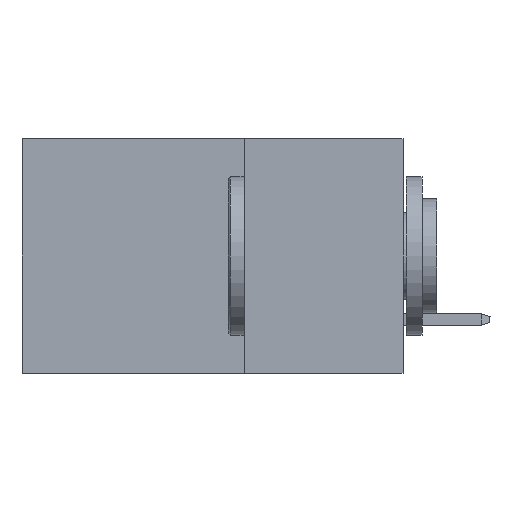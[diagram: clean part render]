
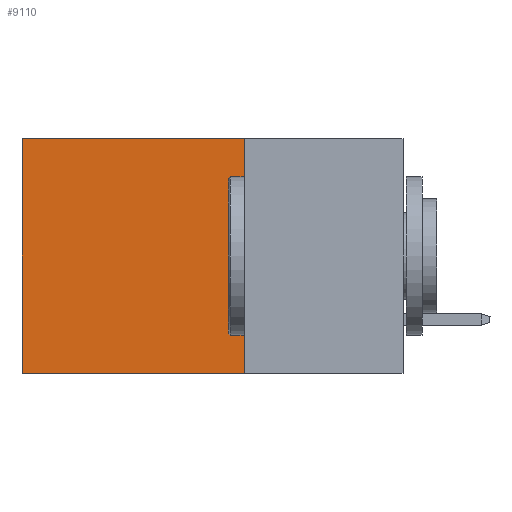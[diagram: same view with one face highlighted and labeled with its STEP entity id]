
A CAD part, left-side view. The second image highlights one B-rep face of the part: STEP entity #9110.
In plain terms, the highlighted planar face has unit normal (-1, 0, 0).
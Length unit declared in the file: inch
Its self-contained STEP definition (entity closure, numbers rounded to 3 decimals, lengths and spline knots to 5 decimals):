
#1066 = LINE ( 'NONE', #24594, #3654 ) ;
#1141 = FACE_OUTER_BOUND ( 'NONE', #7480, .T. ) ;
#2353 = EDGE_CURVE ( 'NONE', #11276, #26320, #7362, .T. ) ;
#2406 = EDGE_CURVE ( 'NONE', #26320, #22176, #21906, .T. ) ;
#3654 = VECTOR ( 'NONE', #24728, 39.37008 ) ;
#3954 = VERTEX_POINT ( 'NONE', #17471 ) ;
#5143 = DIRECTION ( 'NONE',  ( 0., 1., 0. ) ) ;
#7362 = LINE ( 'NONE', #7637, #13121 ) ;
#7480 = EDGE_LOOP ( 'NONE', ( #21004, #12178, #10954, #21754 ) ) ;
#7637 = CARTESIAN_POINT ( 'NONE',  ( 0.2875, 0.25, 0. ) ) ;
#7732 = CARTESIAN_POINT ( 'NONE',  ( 0.2875, 0.6, 0. ) ) ;
#8003 = LINE ( 'NONE', #7732, #13206 ) ;
#9110 = ADVANCED_FACE ( 'NONE', ( #1141 ), #9602, .F. ) ;
#9602 = PLANE ( 'NONE',  #13138 ) ;
#10954 = ORIENTED_EDGE ( 'NONE', *, *, #2353, .F. ) ;
#11276 = VERTEX_POINT ( 'NONE', #25507 ) ;
#12178 = ORIENTED_EDGE ( 'NONE', *, *, #2406, .F. ) ;
#13121 = VECTOR ( 'NONE', #26061, 39.37008 ) ;
#13138 = AXIS2_PLACEMENT_3D ( 'NONE', #18065, #26494, #23858 ) ;
#13206 = VECTOR ( 'NONE', #18412, 39.37008 ) ;
#15022 = CARTESIAN_POINT ( 'NONE',  ( 0.2875, 0.25, -0.37 ) ) ;
#17471 = CARTESIAN_POINT ( 'NONE',  ( 0.2875, 0.6, 0. ) ) ;
#17564 = EDGE_CURVE ( 'NONE', #11276, #3954, #1066, .T. ) ;
#18065 = CARTESIAN_POINT ( 'NONE',  ( 0.2875, 0.25, 0. ) ) ;
#18412 = DIRECTION ( 'NONE',  ( 0., 0., -1. ) ) ;
#21004 = ORIENTED_EDGE ( 'NONE', *, *, #24007, .T. ) ;
#21754 = ORIENTED_EDGE ( 'NONE', *, *, #17564, .T. ) ;
#21906 = LINE ( 'NONE', #26203, #26394 ) ;
#22175 = CARTESIAN_POINT ( 'NONE',  ( 0.2875, 0.6, -0.37 ) ) ;
#22176 = VERTEX_POINT ( 'NONE', #22175 ) ;
#23858 = DIRECTION ( 'NONE',  ( 0., 0., -1. ) ) ;
#24007 = EDGE_CURVE ( 'NONE', #3954, #22176, #8003, .T. ) ;
#24594 = CARTESIAN_POINT ( 'NONE',  ( 0.2875, 0.25, 0. ) ) ;
#24728 = DIRECTION ( 'NONE',  ( 0., 1., 0. ) ) ;
#25507 = CARTESIAN_POINT ( 'NONE',  ( 0.2875, 0.25, 0. ) ) ;
#26061 = DIRECTION ( 'NONE',  ( 0., 0., -1. ) ) ;
#26203 = CARTESIAN_POINT ( 'NONE',  ( 0.2875, 0.25, -0.37 ) ) ;
#26320 = VERTEX_POINT ( 'NONE', #15022 ) ;
#26394 = VECTOR ( 'NONE', #5143, 39.37008 ) ;
#26494 = DIRECTION ( 'NONE',  ( 1., 0., 0. ) ) ;
